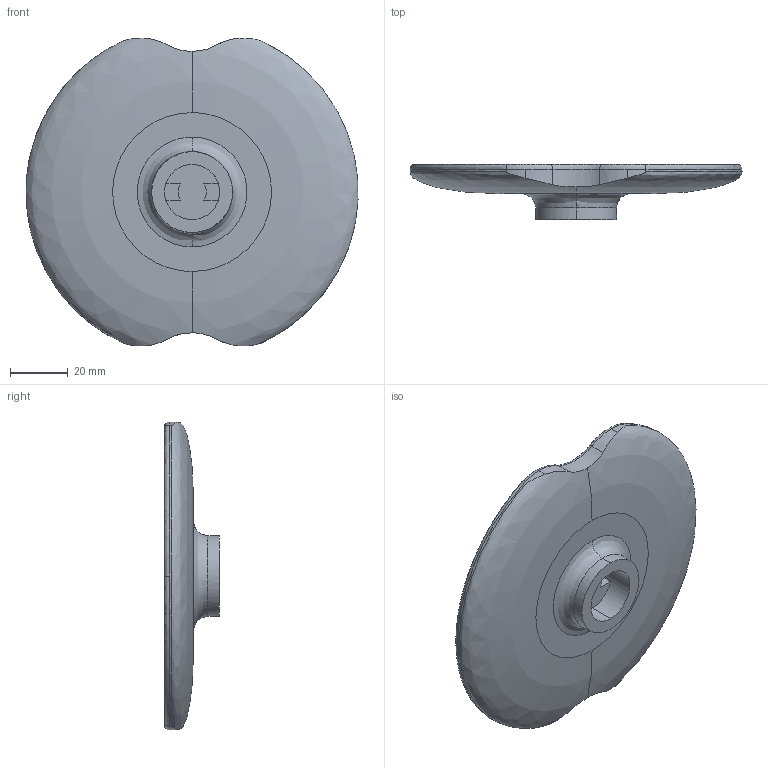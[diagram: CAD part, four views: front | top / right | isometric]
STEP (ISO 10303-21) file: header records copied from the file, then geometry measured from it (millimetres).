
FILE_DESCRIPTION (( 'STEP AP214' ), '1' );
FILE_NAME ('CustomChuckBlank_V_2_0_0.STEP', '2024-05-07T14:20:54', ( '' ), ( '' ), 'SwSTEP 2.0', 'SolidWorks 2022', '' );
FILE_SCHEMA (( 'AUTOMOTIVE_DESIGN' ));
Length unit declared in the file: millimetre
Products named in the file (1): CustomChuckBlank_V_2_0_0
Bounding box: 114.94 x 19.02 x 106.63 mm (x, y, z)
Volume: 81071.6 mm3; surface area: 22942.8 mm2
Topology: 1 solids, 1 shells, 50 faces, 123 edges, 77 vertices
Faces by surface type: bspline 17, cylinder 14, plane 10, torus 9
Entity records: 3187 total; most frequent: CARTESIAN_POINT 2150, ORIENTED_EDGE 246, DIRECTION 158, EDGE_CURVE 123, VERTEX_POINT 77, AXIS2_PLACEMENT_3D 64, B_SPLINE_CURVE_WITH_KNOTS 54, EDGE_LOOP 52
